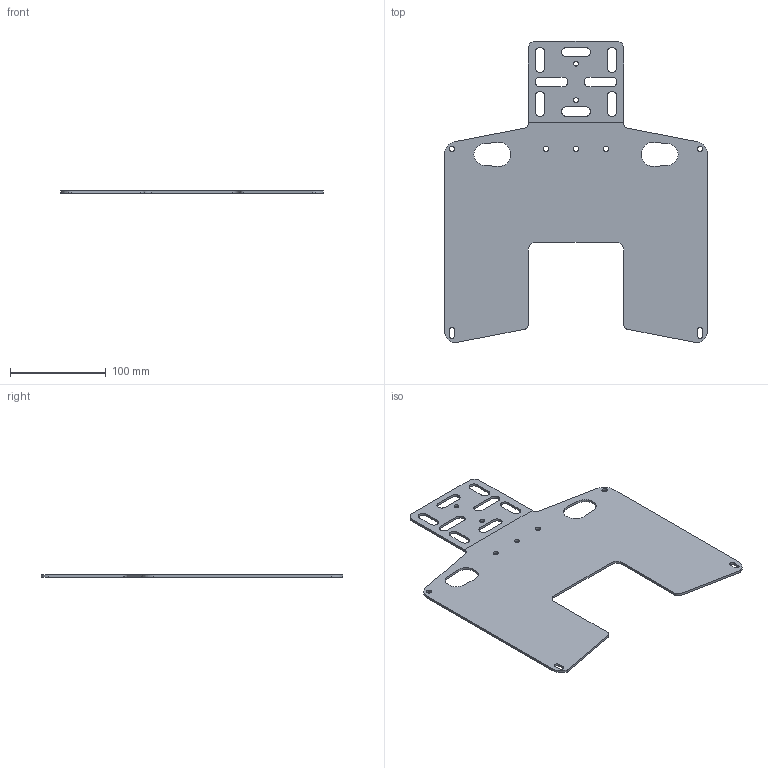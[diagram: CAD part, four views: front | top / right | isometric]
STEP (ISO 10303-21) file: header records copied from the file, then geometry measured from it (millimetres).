
FILE_DESCRIPTION(/* description */ (''),/* implementation_level */ '2;1');
FILE_NAME(/* name */ 'Large Panel Bracket Rev 3 STEP.step',/* time_stamp */ '2017-11-13T19:17:55-05:00',/* author */ ('voltaic-engineering'),/* organization */ (''),/* preprocessor_version */ 'ST-DEVELOPER v16.13',/* originating_system */ 'Autodesk Translation Framework v6.5.0.72',/* authorisation */ '');
FILE_SCHEMA (('AUTOMOTIVE_DESIGN { 1 0 10303 214 3 1 1 }'));
Length unit declared in the file: millimetre
Products named in the file (3): 17 Bracket Rev 1; Top Mounting; Panel Frame
Assembly tree (2 placements, depth 2):
  17 Bracket Rev 1
    Top Mounting
    Panel Frame
Bounding box: 274 x 314.85 x 2.5 mm (x, y, z)
Volume: 133761.4 mm3; surface area: 113100.1 mm2
Topology: 2 solids, 2 shells, 90 faces, 258 edges, 172 vertices
Faces by surface type: cylinder 46, plane 44
Full cylindrical faces by diameter (mm): 5 x2, 5.5 x5
Entity records: 3135 total; most frequent: DIRECTION 540, CARTESIAN_POINT 525, ORIENTED_EDGE 516, EDGE_CURVE 258, AXIS2_PLACEMENT_3D 187, VERTEX_POINT 172, LINE 166, VECTOR 166
